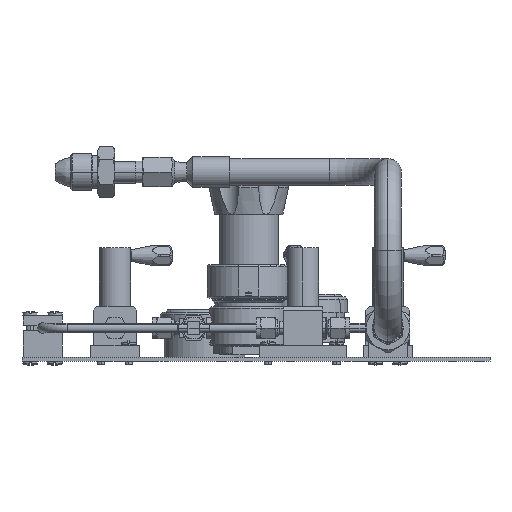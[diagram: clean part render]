
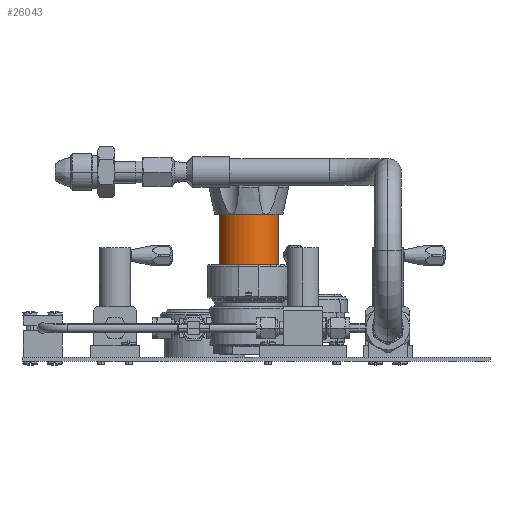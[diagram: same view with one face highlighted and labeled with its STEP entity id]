
A CAD part, front view. The second image highlights one B-rep face of the part: STEP entity #26043.
In plain terms, the highlighted cylindrical face has radius 19.215 mm (diameter 38.43 mm), a partial arc.
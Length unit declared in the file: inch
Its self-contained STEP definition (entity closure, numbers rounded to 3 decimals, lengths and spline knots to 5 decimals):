
#25681=CARTESIAN_POINT('',(0.,0.85,0.));
#25682=DIRECTION('',(0.,1.,0.));
#25683=DIRECTION('',(1.,0.,0.));
#25684=AXIS2_PLACEMENT_3D('',#25681,#25682,#25683);
#25756=DIRECTION('',(0.,1.,0.));
#25757=VECTOR('',#25756,1.75);
#25758=CARTESIAN_POINT('',(-0.7565,0.85,0.));
#25759=LINE('',#25758,#25757);
#25760=DIRECTION('',(0.,1.,0.));
#25761=VECTOR('',#25760,1.75);
#25762=CARTESIAN_POINT('',(0.7565,0.85,0.));
#25763=LINE('',#25762,#25761);
#25769=CARTESIAN_POINT('',(0.,2.6,0.));
#25770=DIRECTION('',(0.,1.,0.));
#25771=DIRECTION('',(1.,0.,0.));
#25772=AXIS2_PLACEMENT_3D('',#25769,#25770,#25771);
#25806=CARTESIAN_POINT('',(-0.7565,2.6,0.));
#25807=CARTESIAN_POINT('',(0.7565,2.6,0.));
#25808=VERTEX_POINT('',#25806);
#25809=VERTEX_POINT('',#25807);
#25810=CARTESIAN_POINT('',(-0.7565,0.85,0.));
#25811=CARTESIAN_POINT('',(0.7565,0.85,0.));
#25812=VERTEX_POINT('',#25810);
#25813=VERTEX_POINT('',#25811);
#26031=CARTESIAN_POINT('',(0.,0.85,0.));
#26032=DIRECTION('',(0.,1.,0.));
#26033=DIRECTION('',(-1.,0.,0.));
#26034=AXIS2_PLACEMENT_3D('',#26031,#26032,#26033);
#26035=CYLINDRICAL_SURFACE('',#26034,0.7565);
#26036=ORIENTED_EDGE('',*,*,#25932,.F.);
#26037=ORIENTED_EDGE('',*,*,#26026,.T.);
#26039=ORIENTED_EDGE('',*,*,#26038,.T.);
#26040=ORIENTED_EDGE('',*,*,#26022,.F.);
#26041=EDGE_LOOP('',(#26036,#26037,#26039,#26040));
#26042=FACE_OUTER_BOUND('',#26041,.F.);
#26043=ADVANCED_FACE('',(#26042),#26035,.T.);
#25685=CIRCLE('',#25684,0.7565);
#25773=CIRCLE('',#25772,0.7565);
#25932=EDGE_CURVE('',#25813,#25812,#25685,.T.);
#26022=EDGE_CURVE('',#25812,#25808,#25759,.T.);
#26026=EDGE_CURVE('',#25813,#25809,#25763,.T.);
#26038=EDGE_CURVE('',#25809,#25808,#25773,.T.);
